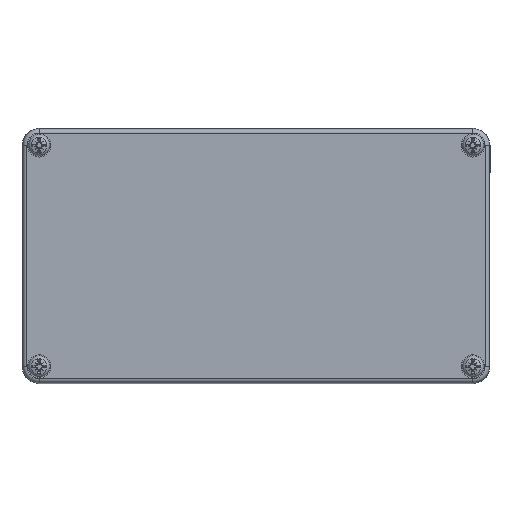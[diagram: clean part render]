
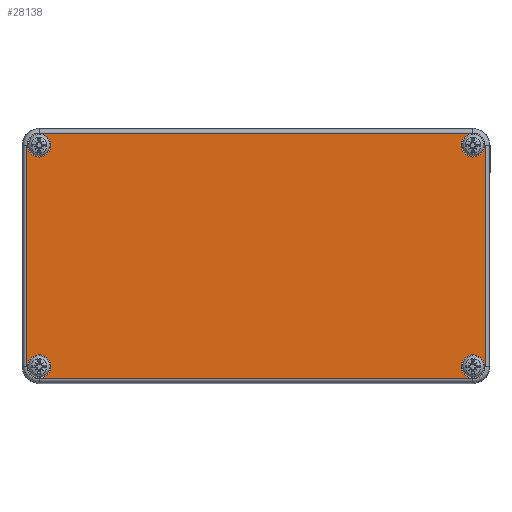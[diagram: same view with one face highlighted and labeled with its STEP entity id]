
A CAD part, top view. The second image highlights one B-rep face of the part: STEP entity #28138.
In plain terms, the highlighted planar face has unit normal (0, 0, 1).
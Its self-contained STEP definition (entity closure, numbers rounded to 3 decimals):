
#20656=CARTESIAN_POINT('',(107.5,-52.,20.0));
#20657=VERTEX_POINT('',#20656);
#20658=CARTESIAN_POINT('',(102.,-52.,20.0));
#20659=DIRECTION('',(0.0,0.0,-1.0));
#20660=DIRECTION('',(-1.0,0.0,0.0));
#20661=AXIS2_PLACEMENT_3D('',#20658,#20659,#20660);
#20662=CIRCLE('',#20661,5.5);
#20663=EDGE_CURVE('',#20657,#20657,#20662,.T.);
#20696=CARTESIAN_POINT('',(-96.5,-52.,20.0));
#20697=VERTEX_POINT('',#20696);
#20698=CARTESIAN_POINT('',(-102.,-52.,20.0));
#20699=DIRECTION('',(0.0,0.0,-1.0));
#20700=DIRECTION('',(-1.0,0.0,0.0));
#20701=AXIS2_PLACEMENT_3D('',#20698,#20699,#20700);
#20702=CIRCLE('',#20701,5.5);
#20703=EDGE_CURVE('',#20697,#20697,#20702,.T.);
#20736=CARTESIAN_POINT('',(107.5,52.,20.0));
#20737=VERTEX_POINT('',#20736);
#20738=CARTESIAN_POINT('',(102.,52.,20.0));
#20739=DIRECTION('',(0.0,0.0,-1.0));
#20740=DIRECTION('',(-1.0,0.0,0.0));
#20741=AXIS2_PLACEMENT_3D('',#20738,#20739,#20740);
#20742=CIRCLE('',#20741,5.5);
#20743=EDGE_CURVE('',#20737,#20737,#20742,.T.);
#20776=CARTESIAN_POINT('',(-96.5,52.,20.0));
#20777=VERTEX_POINT('',#20776);
#20778=CARTESIAN_POINT('',(-102.,52.,20.0));
#20779=DIRECTION('',(0.0,0.0,-1.0));
#20780=DIRECTION('',(-1.0,0.0,0.0));
#20781=AXIS2_PLACEMENT_3D('',#20778,#20779,#20780);
#20782=CIRCLE('',#20781,5.5);
#20783=EDGE_CURVE('',#20777,#20777,#20782,.T.);
#27781=CARTESIAN_POINT('',(-102.,-57.686,20.0));
#27782=VERTEX_POINT('',#27781);
#27790=CARTESIAN_POINT('',(-107.686,-52.,20.0));
#27791=VERTEX_POINT('',#27790);
#27792=CARTESIAN_POINT('',(-102.,-52.,20.0));
#27793=DIRECTION('',(0.0,0.0,-1.0));
#27794=DIRECTION('',(-0.707,-0.707,0.0));
#27795=AXIS2_PLACEMENT_3D('',#27792,#27793,#27794);
#27796=CIRCLE('',#27795,5.686);
#27797=EDGE_CURVE('',#27782,#27791,#27796,.T.);
#27823=CARTESIAN_POINT('',(-107.686,52.,20.0));
#27824=VERTEX_POINT('',#27823);
#27841=CARTESIAN_POINT('',(-107.686,-52.,20.0));
#27842=DIRECTION('',(0.0,1.0,0.0));
#27843=VECTOR('',#27842,104.);
#27844=LINE('',#27841,#27843);
#27845=EDGE_CURVE('',#27791,#27824,#27844,.T.);
#27855=CARTESIAN_POINT('',(-102.,57.686,20.0));
#27856=VERTEX_POINT('',#27855);
#27874=CARTESIAN_POINT('',(-102.,52.,20.0));
#27875=DIRECTION('',(0.0,0.0,-1.0));
#27876=DIRECTION('',(-0.707,0.707,0.0));
#27877=AXIS2_PLACEMENT_3D('',#27874,#27875,#27876);
#27878=CIRCLE('',#27877,5.686);
#27879=EDGE_CURVE('',#27824,#27856,#27878,.T.);
#27889=CARTESIAN_POINT('',(102.,57.686,20.0));
#27890=VERTEX_POINT('',#27889);
#27907=CARTESIAN_POINT('',(-102.,57.686,20.0));
#27908=DIRECTION('',(1.0,0.0,0.0));
#27909=VECTOR('',#27908,204.);
#27910=LINE('',#27907,#27909);
#27911=EDGE_CURVE('',#27856,#27890,#27910,.T.);
#27921=CARTESIAN_POINT('',(107.686,52.,20.0));
#27922=VERTEX_POINT('',#27921);
#27940=CARTESIAN_POINT('',(102.,52.,20.0));
#27941=DIRECTION('',(0.0,0.0,-1.0));
#27942=DIRECTION('',(0.707,0.707,0.0));
#27943=AXIS2_PLACEMENT_3D('',#27940,#27941,#27942);
#27944=CIRCLE('',#27943,5.686);
#27945=EDGE_CURVE('',#27890,#27922,#27944,.T.);
#27955=CARTESIAN_POINT('',(107.686,-52.,20.0));
#27956=VERTEX_POINT('',#27955);
#27973=CARTESIAN_POINT('',(107.686,52.,20.0));
#27974=DIRECTION('',(0.0,-1.0,0.0));
#27975=VECTOR('',#27974,104.);
#27976=LINE('',#27973,#27975);
#27977=EDGE_CURVE('',#27922,#27956,#27976,.T.);
#27987=CARTESIAN_POINT('',(102.,-57.686,20.0));
#27988=VERTEX_POINT('',#27987);
#28006=CARTESIAN_POINT('',(102.,-52.,20.0));
#28007=DIRECTION('',(0.0,0.0,-1.0));
#28008=DIRECTION('',(0.707,-0.707,0.0));
#28009=AXIS2_PLACEMENT_3D('',#28006,#28007,#28008);
#28010=CIRCLE('',#28009,5.686);
#28011=EDGE_CURVE('',#27956,#27988,#28010,.T.);
#28029=CARTESIAN_POINT('',(102.,-57.686,20.0));
#28030=DIRECTION('',(-1.0,0.0,0.0));
#28031=VECTOR('',#28030,204.);
#28032=LINE('',#28029,#28031);
#28033=EDGE_CURVE('',#27988,#27782,#28032,.T.);
#28111=CARTESIAN_POINT('',(0.,0.,20.0));
#28112=DIRECTION('',(0.0,0.0,1.0));
#28113=DIRECTION('',(1.0,0.0,0.0));
#28114=AXIS2_PLACEMENT_3D('',#28111,#28112,#28113);
#28115=PLANE('',#28114);
#28116=ORIENTED_EDGE('',*,*,#27797,.F.);
#28117=ORIENTED_EDGE('',*,*,#28033,.F.);
#28118=ORIENTED_EDGE('',*,*,#28011,.F.);
#28119=ORIENTED_EDGE('',*,*,#27977,.F.);
#28120=ORIENTED_EDGE('',*,*,#27945,.F.);
#28121=ORIENTED_EDGE('',*,*,#27911,.F.);
#28122=ORIENTED_EDGE('',*,*,#27879,.F.);
#28123=ORIENTED_EDGE('',*,*,#27845,.F.);
#28124=EDGE_LOOP('',(#28116,#28117,#28118,#28119,#28120,#28121,#28122,#28123));
#28125=FACE_OUTER_BOUND('',#28124,.T.);
#28126=ORIENTED_EDGE('',*,*,#20663,.T.);
#28127=EDGE_LOOP('',(#28126));
#28128=FACE_BOUND('',#28127,.T.);
#28129=ORIENTED_EDGE('',*,*,#20703,.T.);
#28130=EDGE_LOOP('',(#28129));
#28131=FACE_BOUND('',#28130,.T.);
#28132=ORIENTED_EDGE('',*,*,#20743,.T.);
#28133=EDGE_LOOP('',(#28132));
#28134=FACE_BOUND('',#28133,.T.);
#28135=ORIENTED_EDGE('',*,*,#20783,.T.);
#28136=EDGE_LOOP('',(#28135));
#28137=FACE_BOUND('',#28136,.T.);
#28138=ADVANCED_FACE('',(#28125,#28128,#28131,#28134,#28137),#28115,.T.);
